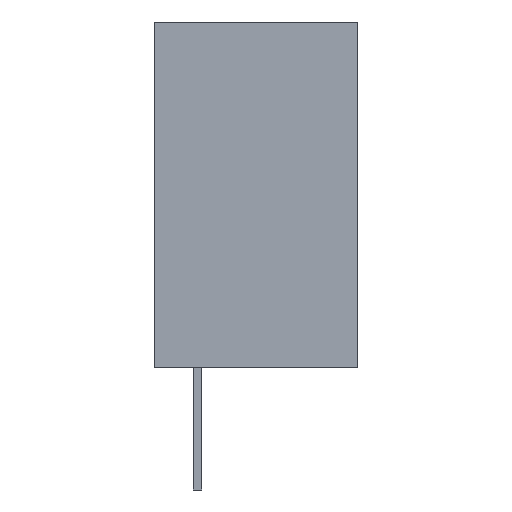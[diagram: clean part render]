
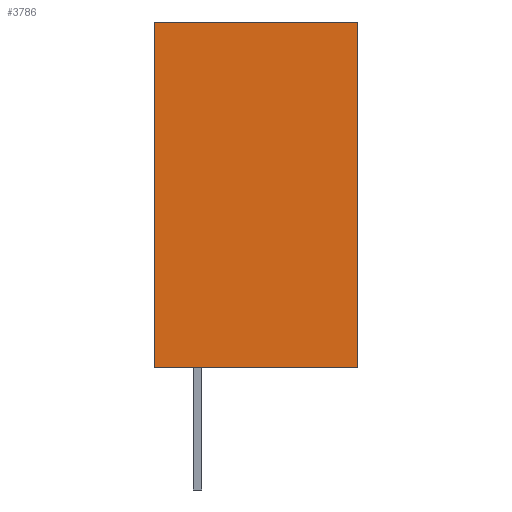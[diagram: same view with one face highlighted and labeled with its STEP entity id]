
A CAD part, left-side view. The second image highlights one B-rep face of the part: STEP entity #3786.
In plain terms, the highlighted planar face has unit normal (-1, 0, 0).
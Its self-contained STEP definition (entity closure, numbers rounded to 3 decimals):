
#495=FACE_OUTER_BOUND('',#716,.T.);
#716=EDGE_LOOP('',(#3381,#3382,#3383,#3384));
#876=LINE('',#5671,#1243);
#1046=LINE('',#7073,#1413);
#1055=LINE('',#7092,#1422);
#1059=LINE('',#7099,#1426);
#1243=VECTOR('',#4153,10.);
#1413=VECTOR('',#4423,10.);
#1422=VECTOR('',#4442,10.);
#1426=VECTOR('',#4450,10.);
#1620=VERTEX_POINT('',#5668);
#1621=VERTEX_POINT('',#5670);
#1803=VERTEX_POINT('',#7071);
#1808=VERTEX_POINT('',#7091);
#2056=EDGE_CURVE('',#1621,#1620,#876,.T.);
#2328=EDGE_CURVE('',#1803,#1620,#1046,.T.);
#2337=EDGE_CURVE('',#1621,#1808,#1055,.T.);
#2341=EDGE_CURVE('',#1808,#1803,#1059,.T.);
#3381=ORIENTED_EDGE('',*,*,#2337,.F.);
#3382=ORIENTED_EDGE('',*,*,#2056,.T.);
#3383=ORIENTED_EDGE('',*,*,#2328,.F.);
#3384=ORIENTED_EDGE('',*,*,#2341,.F.);
#3579=PLANE('',#3923);
#3786=ADVANCED_FACE('',(#495),#3579,.T.);
#3923=AXIS2_PLACEMENT_3D('',#7103,#4456,#4457);
#4153=DIRECTION('',(0.,0.,1.));
#4423=DIRECTION('',(0.,-1.,0.));
#4442=DIRECTION('',(0.,1.,0.));
#4450=DIRECTION('',(0.,0.,1.));
#4456=DIRECTION('center_axis',(-1.,0.,0.));
#4457=DIRECTION('ref_axis',(0.,-1.,0.));
#5668=CARTESIAN_POINT('',(-9.8,-3.,10.2));
#5670=CARTESIAN_POINT('',(-9.8,-3.,0.));
#5671=CARTESIAN_POINT('',(-9.8,-3.,0.));
#7071=CARTESIAN_POINT('',(-9.8,3.,10.2));
#7073=CARTESIAN_POINT('',(-9.8,-3.,10.2));
#7091=CARTESIAN_POINT('',(-9.8,3.,0.));
#7092=CARTESIAN_POINT('',(-9.8,-3.,0.));
#7099=CARTESIAN_POINT('',(-9.8,3.,0.));
#7103=CARTESIAN_POINT('Origin',(-9.8,3.,0.));
